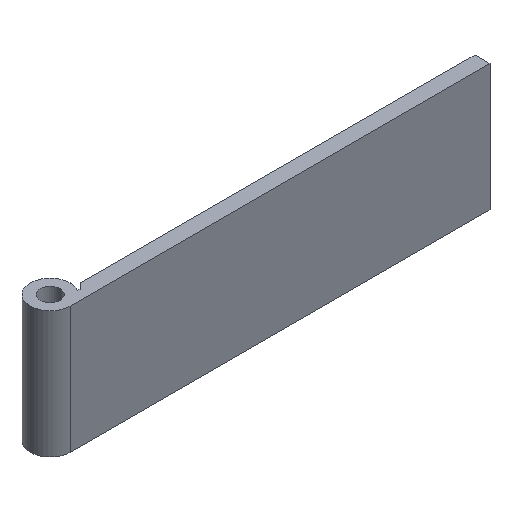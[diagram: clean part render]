
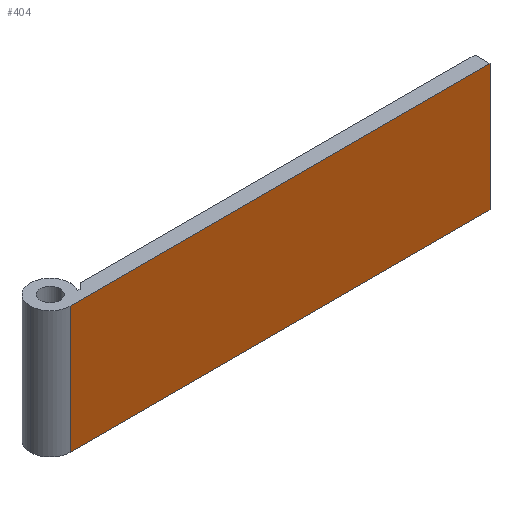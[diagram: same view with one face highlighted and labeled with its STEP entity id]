
A CAD part, isometric view. The second image highlights one B-rep face of the part: STEP entity #404.
In plain terms, the highlighted planar face has unit normal (0, -1, 0).
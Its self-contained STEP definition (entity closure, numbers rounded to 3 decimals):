
#13 = EDGE_LOOP ( 'NONE', ( #21, #31, #29, #32 ) ) ;
#21 = ORIENTED_EDGE ( 'NONE', *, *, #435, .T. ) ;
#29 = ORIENTED_EDGE ( 'NONE', *, *, #420, .F. ) ;
#31 = ORIENTED_EDGE ( 'NONE', *, *, #434, .F. ) ;
#32 = ORIENTED_EDGE ( 'NONE', *, *, #413, .T. ) ;
#57 = CARTESIAN_POINT ( 'NONE',  ( 0., -6., 19. ) ) ;
#68 = DIRECTION ( 'NONE',  ( 0., 1., 0. ) ) ;
#69 = DIRECTION ( 'NONE',  ( -1., 0., 0. ) ) ;
#70 = CARTESIAN_POINT ( 'NONE',  ( 126., -6., 19. ) ) ;
#72 = PLANE ( 'NONE',  #361 ) ;
#159 = DIRECTION ( 'NONE',  ( 1., 0., 0. ) ) ;
#160 = CARTESIAN_POINT ( 'NONE',  ( 126., -6., 19. ) ) ;
#161 = LINE ( 'NONE', #160, #315 ) ;
#193 = CARTESIAN_POINT ( 'NONE',  ( 126., -6., 19. ) ) ;
#194 = LINE ( 'NONE', #193, #297 ) ;
#195 = DIRECTION ( 'NONE',  ( 0., 0., -1. ) ) ;
#196 = LINE ( 'NONE', #197, #294 ) ;
#197 = CARTESIAN_POINT ( 'NONE',  ( 126., -6., -19. ) ) ;
#201 = DIRECTION ( 'NONE',  ( 1., 0., 0. ) ) ;
#213 = CARTESIAN_POINT ( 'NONE',  ( 0., -6., 19. ) ) ;
#214 = DIRECTION ( 'NONE',  ( 0., 0., -1. ) ) ;
#220 = VERTEX_POINT ( 'NONE', #277 ) ;
#224 = VERTEX_POINT ( 'NONE', #280 ) ;
#272 = VERTEX_POINT ( 'NONE', #288 ) ;
#277 = CARTESIAN_POINT ( 'NONE',  ( 0., -6., -19. ) ) ;
#278 = VERTEX_POINT ( 'NONE', #57 ) ;
#280 = CARTESIAN_POINT ( 'NONE',  ( 126., -6., 19. ) ) ;
#288 = CARTESIAN_POINT ( 'NONE',  ( 126., -6., -19. ) ) ;
#294 = VECTOR ( 'NONE', #201, 1000. ) ;
#297 = VECTOR ( 'NONE', #195, 1000. ) ;
#315 = VECTOR ( 'NONE', #159, 1000. ) ;
#361 = AXIS2_PLACEMENT_3D ( 'NONE', #70, #68, #69 ) ;
#367 = VECTOR ( 'NONE', #214, 1000. ) ;
#374 = FACE_OUTER_BOUND ( 'NONE', #13, .T. ) ;
#404 = ADVANCED_FACE ( 'NONE', ( #374 ), #72, .F. ) ;
#413 = EDGE_CURVE ( 'NONE', #278, #220, #446, .T. ) ;
#420 = EDGE_CURVE ( 'NONE', #278, #224, #161, .T. ) ;
#434 = EDGE_CURVE ( 'NONE', #224, #272, #194, .T. ) ;
#435 = EDGE_CURVE ( 'NONE', #220, #272, #196, .T. ) ;
#446 = LINE ( 'NONE', #213, #367 ) ;
